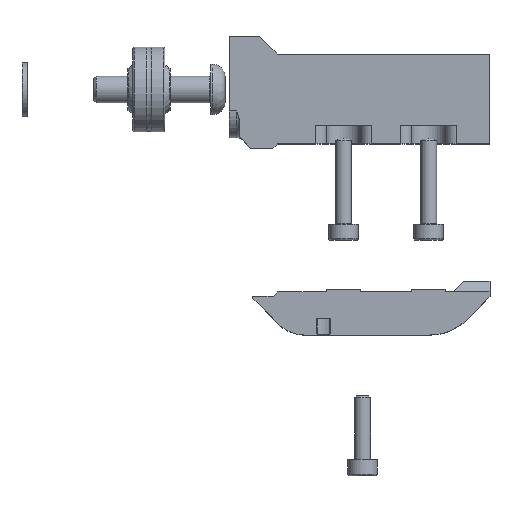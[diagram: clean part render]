
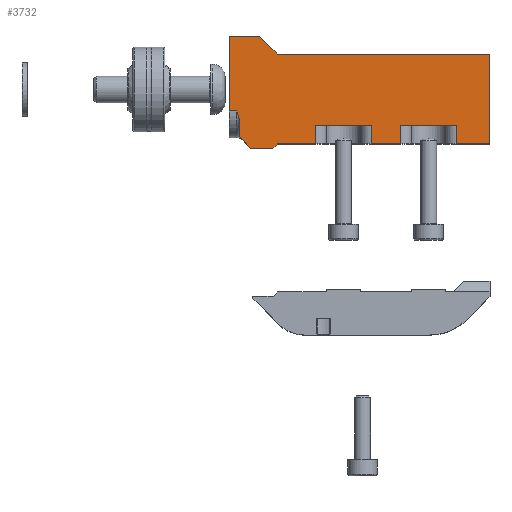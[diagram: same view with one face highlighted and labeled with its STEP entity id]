
A CAD part, top view. The second image highlights one B-rep face of the part: STEP entity #3732.
In plain terms, the highlighted planar face has unit normal (0, 0, 1).
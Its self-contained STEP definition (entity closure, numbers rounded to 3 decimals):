
#143=B_SPLINE_CURVE_WITH_KNOTS('',3,(#5920,#5921,#5922,#5923),
 .UNSPECIFIED.,.F.,.F.,(4,4),(0.513,0.759),
 .UNSPECIFIED.);
#277=CIRCLE('',#4193,1.);
#278=CIRCLE('',#4194,1.4);
#467=FACE_OUTER_BOUND('',#675,.T.);
#675=EDGE_LOOP('',(#2577,#2578,#2579,#2580,#2581,#2582,#2583,#2584,#2585,
#2586,#2587,#2588,#2589,#2590,#2591,#2592,#2593,#2594,#2595,#2596,#2597,
#2598));
#912=LINE('',#5783,#1236);
#915=LINE('',#5795,#1239);
#918=LINE('',#5807,#1242);
#950=LINE('',#5900,#1274);
#952=LINE('',#5906,#1276);
#953=LINE('',#5908,#1277);
#954=LINE('',#5910,#1278);
#955=LINE('',#5912,#1279);
#956=LINE('',#5914,#1280);
#957=LINE('',#5916,#1281);
#958=LINE('',#5918,#1282);
#959=LINE('',#5925,#1283);
#960=LINE('',#5931,#1284);
#961=LINE('',#5933,#1285);
#962=LINE('',#5934,#1286);
#963=LINE('',#5936,#1287);
#964=LINE('',#5938,#1288);
#965=LINE('',#5939,#1289);
#966=LINE('',#5940,#1290);
#1236=VECTOR('',#4608,10.);
#1239=VECTOR('',#4617,10.);
#1242=VECTOR('',#4626,10.);
#1274=VECTOR('',#4698,10.);
#1276=VECTOR('',#4704,10.);
#1277=VECTOR('',#4705,10.);
#1278=VECTOR('',#4706,10.);
#1279=VECTOR('',#4707,10.);
#1280=VECTOR('',#4708,10.);
#1281=VECTOR('',#4709,10.);
#1282=VECTOR('',#4710,10.);
#1283=VECTOR('',#4711,10.);
#1284=VECTOR('',#4716,10.);
#1285=VECTOR('',#4717,10.);
#1286=VECTOR('',#4718,10.);
#1287=VECTOR('',#4719,10.);
#1288=VECTOR('',#4720,10.);
#1289=VECTOR('',#4721,10.);
#1290=VECTOR('',#4722,10.);
#1556=VERTEX_POINT('',#5780);
#1557=VERTEX_POINT('',#5782);
#1562=VERTEX_POINT('',#5792);
#1563=VERTEX_POINT('',#5794);
#1568=VERTEX_POINT('',#5804);
#1569=VERTEX_POINT('',#5806);
#1606=VERTEX_POINT('',#5899);
#1608=VERTEX_POINT('',#5905);
#1609=VERTEX_POINT('',#5907);
#1610=VERTEX_POINT('',#5909);
#1611=VERTEX_POINT('',#5911);
#1612=VERTEX_POINT('',#5913);
#1613=VERTEX_POINT('',#5915);
#1614=VERTEX_POINT('',#5917);
#1615=VERTEX_POINT('',#5919);
#1616=VERTEX_POINT('',#5924);
#1617=VERTEX_POINT('',#5926);
#1618=VERTEX_POINT('',#5928);
#1619=VERTEX_POINT('',#5930);
#1620=VERTEX_POINT('',#5932);
#1621=VERTEX_POINT('',#5935);
#1622=VERTEX_POINT('',#5937);
#1937=EDGE_CURVE('',#1557,#1556,#912,.T.);
#1943=EDGE_CURVE('',#1563,#1562,#915,.T.);
#1949=EDGE_CURVE('',#1569,#1568,#918,.T.);
#1995=EDGE_CURVE('',#1557,#1606,#950,.T.);
#1998=EDGE_CURVE('',#1608,#1606,#952,.T.);
#1999=EDGE_CURVE('',#1609,#1556,#953,.T.);
#2000=EDGE_CURVE('',#1610,#1609,#954,.T.);
#2001=EDGE_CURVE('',#1610,#1611,#955,.T.);
#2002=EDGE_CURVE('',#1612,#1611,#956,.T.);
#2003=EDGE_CURVE('',#1613,#1612,#957,.T.);
#2004=EDGE_CURVE('',#1614,#1613,#958,.T.);
#2005=EDGE_CURVE('',#1615,#1614,#143,.T.);
#2006=EDGE_CURVE('',#1616,#1615,#959,.F.);
#2007=EDGE_CURVE('',#1617,#1616,#277,.T.);
#2008=EDGE_CURVE('',#1618,#1617,#278,.T.);
#2009=EDGE_CURVE('',#1619,#1618,#960,.T.);
#2010=EDGE_CURVE('',#1619,#1620,#961,.T.);
#2011=EDGE_CURVE('',#1569,#1620,#962,.T.);
#2012=EDGE_CURVE('',#1621,#1568,#963,.T.);
#2013=EDGE_CURVE('',#1621,#1622,#964,.T.);
#2014=EDGE_CURVE('',#1563,#1622,#965,.T.);
#2015=EDGE_CURVE('',#1608,#1562,#966,.T.);
#2577=ORIENTED_EDGE('',*,*,#1998,.T.);
#2578=ORIENTED_EDGE('',*,*,#1995,.F.);
#2579=ORIENTED_EDGE('',*,*,#1937,.T.);
#2580=ORIENTED_EDGE('',*,*,#1999,.F.);
#2581=ORIENTED_EDGE('',*,*,#2000,.F.);
#2582=ORIENTED_EDGE('',*,*,#2001,.T.);
#2583=ORIENTED_EDGE('',*,*,#2002,.F.);
#2584=ORIENTED_EDGE('',*,*,#2003,.F.);
#2585=ORIENTED_EDGE('',*,*,#2004,.F.);
#2586=ORIENTED_EDGE('',*,*,#2005,.F.);
#2587=ORIENTED_EDGE('',*,*,#2006,.F.);
#2588=ORIENTED_EDGE('',*,*,#2007,.F.);
#2589=ORIENTED_EDGE('',*,*,#2008,.F.);
#2590=ORIENTED_EDGE('',*,*,#2009,.F.);
#2591=ORIENTED_EDGE('',*,*,#2010,.T.);
#2592=ORIENTED_EDGE('',*,*,#2011,.F.);
#2593=ORIENTED_EDGE('',*,*,#1949,.T.);
#2594=ORIENTED_EDGE('',*,*,#2012,.F.);
#2595=ORIENTED_EDGE('',*,*,#2013,.T.);
#2596=ORIENTED_EDGE('',*,*,#2014,.F.);
#2597=ORIENTED_EDGE('',*,*,#1943,.T.);
#2598=ORIENTED_EDGE('',*,*,#2015,.F.);
#3603=PLANE('',#4192);
#3732=ADVANCED_FACE('',(#467),#3603,.T.);
#4192=AXIS2_PLACEMENT_3D('',#5904,#4702,#4703);
#4193=AXIS2_PLACEMENT_3D('',#5927,#4712,#4713);
#4194=AXIS2_PLACEMENT_3D('',#5929,#4714,#4715);
#4608=DIRECTION('',(1.,0.,0.));
#4617=DIRECTION('',(1.,0.,0.));
#4626=DIRECTION('',(1.,0.,0.));
#4698=DIRECTION('',(0.,1.,0.));
#4702=DIRECTION('center_axis',(0.,0.,1.));
#4703=DIRECTION('ref_axis',(1.,0.,0.));
#4704=DIRECTION('',(1.,0.,0.));
#4705=DIRECTION('',(0.,-1.,0.));
#4706=DIRECTION('',(1.,0.,0.));
#4707=DIRECTION('',(-0.707,0.707,0.));
#4708=DIRECTION('',(1.,0.,0.));
#4709=DIRECTION('',(0.,1.,0.));
#4710=DIRECTION('',(-1.,0.,0.));
#4711=DIRECTION('',(0.,-1.,0.));
#4712=DIRECTION('center_axis',(0.,0.,-1.));
#4713=DIRECTION('ref_axis',(-0.911,-0.413,0.));
#4714=DIRECTION('center_axis',(0.,0.,1.));
#4715=DIRECTION('ref_axis',(0.383,0.924,0.));
#4716=DIRECTION('',(-0.707,0.707,0.));
#4717=DIRECTION('',(1.,0.,0.));
#4718=DIRECTION('',(-0.707,-0.707,0.));
#4719=DIRECTION('',(0.,-1.,0.));
#4720=DIRECTION('',(1.,0.,0.));
#4721=DIRECTION('',(0.,1.,0.));
#4722=DIRECTION('',(0.,-1.,0.));
#5780=CARTESIAN_POINT('',(240.483,94.931,10.));
#5782=CARTESIAN_POINT('',(234.197,94.931,10.));
#5783=CARTESIAN_POINT('',(205.983,94.931,10.));
#5792=CARTESIAN_POINT('',(223.697,94.931,10.));
#5794=CARTESIAN_POINT('',(218.197,94.931,10.));
#5795=CARTESIAN_POINT('',(205.983,94.931,10.));
#5804=CARTESIAN_POINT('',(207.697,94.931,10.));
#5806=CARTESIAN_POINT('',(200.483,94.931,10.));
#5807=CARTESIAN_POINT('',(205.983,94.931,10.));
#5899=CARTESIAN_POINT('',(234.197,98.431,10.));
#5900=CARTESIAN_POINT('',(234.197,95.306,10.));
#5904=CARTESIAN_POINT('Origin',(191.483,95.181,10.));
#5905=CARTESIAN_POINT('',(223.697,98.431,10.));
#5906=CARTESIAN_POINT('',(210.215,98.431,10.));
#5907=CARTESIAN_POINT('',(240.483,111.831,10.));
#5908=CARTESIAN_POINT('',(240.483,115.181,10.));
#5909=CARTESIAN_POINT('',(200.483,111.831,10.));
#5910=CARTESIAN_POINT('',(200.483,111.831,10.));
#5911=CARTESIAN_POINT('',(197.133,115.181,10.));
#5912=CARTESIAN_POINT('',(200.438,111.876,10.));
#5913=CARTESIAN_POINT('',(191.483,115.181,10.));
#5914=CARTESIAN_POINT('',(191.483,115.181,10.));
#5915=CARTESIAN_POINT('',(191.483,101.131,10.));
#5916=CARTESIAN_POINT('',(191.483,95.181,10.));
#5917=CARTESIAN_POINT('',(192.883,101.131,10.));
#5918=CARTESIAN_POINT('',(191.483,101.131,10.));
#5919=CARTESIAN_POINT('',(193.483,98.609,10.));
#5920=CARTESIAN_POINT('Ctrl Pts',(193.483,98.609,10.));
#5921=CARTESIAN_POINT('Ctrl Pts',(193.483,99.429,10.));
#5922=CARTESIAN_POINT('Ctrl Pts',(193.152,100.356,10.));
#5923=CARTESIAN_POINT('Ctrl Pts',(192.883,101.131,10.));
#5924=CARTESIAN_POINT('',(193.483,96.538,10.));
#5925=CARTESIAN_POINT('',(193.483,95.656,10.));
#5926=CARTESIAN_POINT('',(193.825,95.785,10.));
#5927=CARTESIAN_POINT('Origin',(194.483,96.538,10.));
#5928=CARTESIAN_POINT('',(193.893,95.721,10.));
#5929=CARTESIAN_POINT('Origin',(192.903,94.731,10.));
#5930=CARTESIAN_POINT('',(195.483,94.131,10.));
#5931=CARTESIAN_POINT('',(193.721,95.894,10.));
#5932=CARTESIAN_POINT('',(199.683,94.131,10.));
#5933=CARTESIAN_POINT('',(191.483,94.131,10.));
#5934=CARTESIAN_POINT('',(198.096,92.544,10.));
#5935=CARTESIAN_POINT('',(207.697,98.431,10.));
#5936=CARTESIAN_POINT('',(207.697,95.306,10.));
#5937=CARTESIAN_POINT('',(218.197,98.431,10.));
#5938=CARTESIAN_POINT('',(202.215,98.431,10.));
#5939=CARTESIAN_POINT('',(218.197,95.306,10.));
#5940=CARTESIAN_POINT('',(223.697,95.306,10.));
